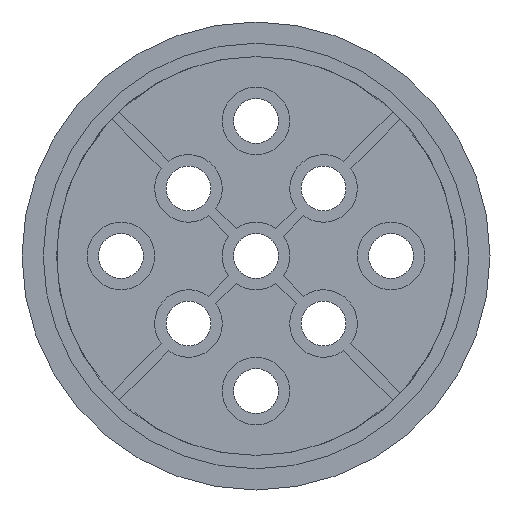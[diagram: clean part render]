
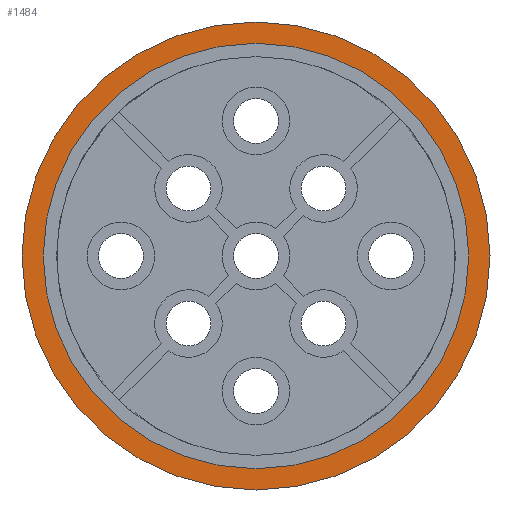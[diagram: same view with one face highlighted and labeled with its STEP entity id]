
A CAD part, front view. The second image highlights one B-rep face of the part: STEP entity #1484.
In plain terms, the highlighted planar face has unit normal (0, -1, 0).
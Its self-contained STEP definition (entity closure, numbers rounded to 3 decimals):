
#82 = CIRCLE ( 'NONE', #2905, 22. ) ;
#231 = CARTESIAN_POINT ( 'NONE',  ( 0., -1., -20. ) ) ;
#298 = CIRCLE ( 'NONE', #1746, 20. ) ;
#377 = CIRCLE ( 'NONE', #2999, 20. ) ;
#644 = CARTESIAN_POINT ( 'NONE',  ( 0., -1., 22. ) ) ;
#892 = DIRECTION ( 'NONE',  ( 0., 1., 0. ) ) ;
#1010 = EDGE_CURVE ( 'NONE', #2959, #3815, #377, .T. ) ;
#1036 = DIRECTION ( 'NONE',  ( 0., 0., 1. ) ) ;
#1086 = CARTESIAN_POINT ( 'NONE',  ( 0., -1., 0. ) ) ;
#1108 = FACE_BOUND ( 'NONE', #3241, .T. ) ;
#1205 = EDGE_CURVE ( 'NONE', #1404, #3048, #82, .T. ) ;
#1240 = CIRCLE ( 'NONE', #1761, 22. ) ;
#1299 = CARTESIAN_POINT ( 'NONE',  ( 0., -1., 0. ) ) ;
#1316 = CARTESIAN_POINT ( 'NONE',  ( 0., -1., 0. ) ) ;
#1404 = VERTEX_POINT ( 'NONE', #644 ) ;
#1484 = ADVANCED_FACE ( 'NONE', ( #3467, #1108 ), #3580, .F. ) ;
#1494 = CARTESIAN_POINT ( 'NONE',  ( 0., -1., 0. ) ) ;
#1600 = DIRECTION ( 'NONE',  ( 0., 0., 1. ) ) ;
#1613 = DIRECTION ( 'NONE',  ( 0., 0., 1. ) ) ;
#1746 = AXIS2_PLACEMENT_3D ( 'NONE', #1316, #3640, #1613 ) ;
#1761 = AXIS2_PLACEMENT_3D ( 'NONE', #1299, #3620, #1600 ) ;
#2834 = AXIS2_PLACEMENT_3D ( 'NONE', #3664, #3601, #3550 ) ;
#2905 = AXIS2_PLACEMENT_3D ( 'NONE', #1086, #892, #1036 ) ;
#2959 = VERTEX_POINT ( 'NONE', #231 ) ;
#2999 = AXIS2_PLACEMENT_3D ( 'NONE', #1494, #3859, #4287 ) ;
#3048 = VERTEX_POINT ( 'NONE', #3942 ) ;
#3241 = EDGE_LOOP ( 'NONE', ( #3511, #3598 ) ) ;
#3311 = CARTESIAN_POINT ( 'NONE',  ( 0., -1., 20. ) ) ;
#3369 = EDGE_LOOP ( 'NONE', ( #3887, #4094 ) ) ;
#3467 = FACE_OUTER_BOUND ( 'NONE', #3369, .T. ) ;
#3511 = ORIENTED_EDGE ( 'NONE', *, *, #1010, .F. ) ;
#3550 = DIRECTION ( 'NONE',  ( 0., 0., 1. ) ) ;
#3580 = PLANE ( 'NONE',  #2834 ) ;
#3598 = ORIENTED_EDGE ( 'NONE', *, *, #3812, .F. ) ;
#3601 = DIRECTION ( 'NONE',  ( 0., 1., 0. ) ) ;
#3620 = DIRECTION ( 'NONE',  ( 0., 1., 0. ) ) ;
#3640 = DIRECTION ( 'NONE',  ( 0., -1., 0. ) ) ;
#3664 = CARTESIAN_POINT ( 'NONE',  ( 0., -1., 0. ) ) ;
#3802 = EDGE_CURVE ( 'NONE', #3048, #1404, #1240, .T. ) ;
#3812 = EDGE_CURVE ( 'NONE', #3815, #2959, #298, .T. ) ;
#3815 = VERTEX_POINT ( 'NONE', #3311 ) ;
#3859 = DIRECTION ( 'NONE',  ( 0., -1., 0. ) ) ;
#3887 = ORIENTED_EDGE ( 'NONE', *, *, #3802, .F. ) ;
#3942 = CARTESIAN_POINT ( 'NONE',  ( 0., -1., -22. ) ) ;
#4094 = ORIENTED_EDGE ( 'NONE', *, *, #1205, .F. ) ;
#4287 = DIRECTION ( 'NONE',  ( 0., 0., 1. ) ) ;
